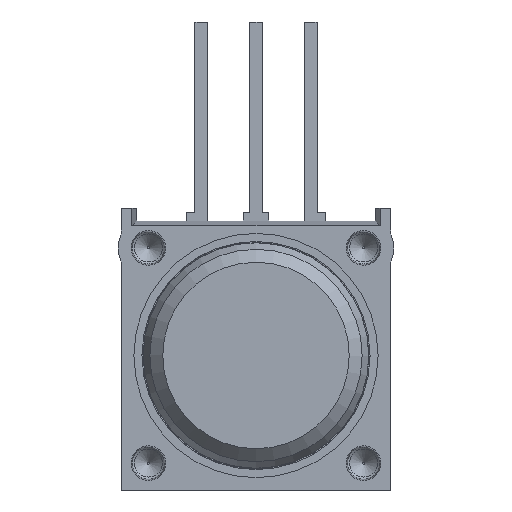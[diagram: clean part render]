
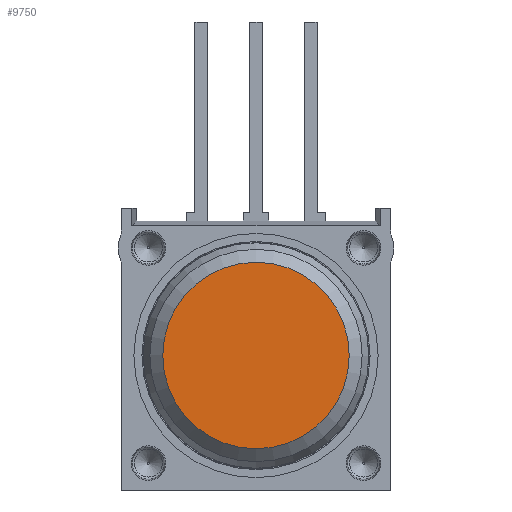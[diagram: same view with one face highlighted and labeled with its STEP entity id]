
A CAD part, left-side view. The second image highlights one B-rep face of the part: STEP entity #9750.
In plain terms, the highlighted planar face has unit normal (-1, 0, 0).
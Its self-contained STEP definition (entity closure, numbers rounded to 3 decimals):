
#4395=ORIENTED_EDGE('',*,*,#6023,.T.);
#6023=EDGE_CURVE('',#7044,#7044,#7461,.T.);
#7044=VERTEX_POINT('',#16688);
#7461=CIRCLE('',#10661,4.334);
#8128=EDGE_LOOP('',(#4395));
#8824=FACE_BOUND('',#8128,.T.);
#9231=PLANE('',#10662);
#9750=ADVANCED_FACE('',(#8824),#9231,.T.);
#10661=AXIS2_PLACEMENT_3D('',#16687,#13092,#13093);
#10662=AXIS2_PLACEMENT_3D('',#16689,#13094,#13095);
#13092=DIRECTION('',(-1.,0.,0.));
#13093=DIRECTION('',(0.,0.172,0.985));
#13094=DIRECTION('',(-1.,0.,0.));
#13095=DIRECTION('',(0.,0.172,0.985));
#16687=CARTESIAN_POINT('',(-12.854,0.,0.));
#16688=CARTESIAN_POINT('',(-12.854,0.746,4.269));
#16689=CARTESIAN_POINT('',(-12.854,0.,0.));
